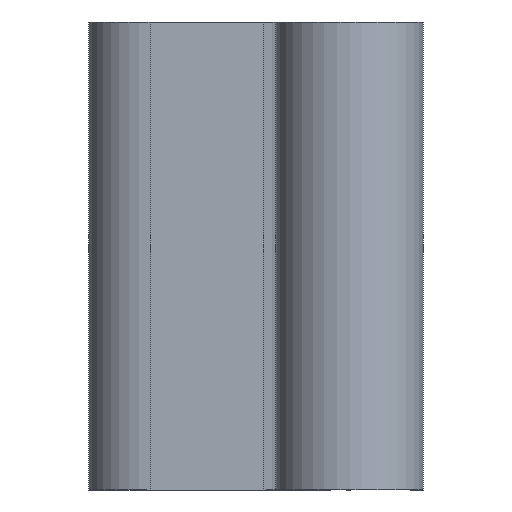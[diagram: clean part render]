
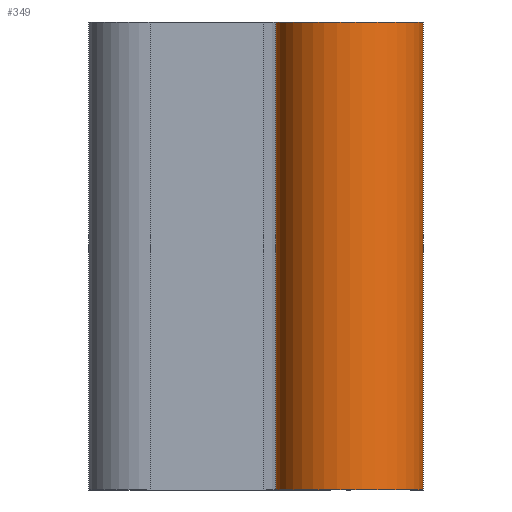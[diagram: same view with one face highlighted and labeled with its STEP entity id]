
A CAD part, left-side view. The second image highlights one B-rep face of the part: STEP entity #349.
In plain terms, the highlighted cylindrical face has radius 3 mm (diameter 6 mm), a partial arc.
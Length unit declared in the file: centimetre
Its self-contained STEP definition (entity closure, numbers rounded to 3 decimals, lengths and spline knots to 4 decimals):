
#13=FACE_OUTER_BOUND($,#119,.T.);
#31=CYLINDRICAL_SURFACE($,#377,0.3);
#48=LINE($,#541,#86);
#49=LINE($,#544,#87);
#86=VECTOR($,#430,1.9);
#87=VECTOR($,#433,1.9);
#119=EDGE_LOOP($,(#252,#253,#254,#255));
#140=CIRCLE($,#372,0.3);
#145=CIRCLE($,#378,0.3);
#152=VERTEX_POINT($,#507);
#153=VERTEX_POINT($,#508);
#168=VERTEX_POINT($,#540);
#169=VERTEX_POINT($,#542);
#186=EDGE_CURVE($,#152,#153,#140,.T.);
#202=EDGE_CURVE($,#153,#168,#48,.T.);
#203=EDGE_CURVE($,#168,#169,#145,.T.);
#204=EDGE_CURVE($,#169,#152,#49,.T.);
#252=ORIENTED_EDGE($,*,*,#186,.T.);
#253=ORIENTED_EDGE($,*,*,#202,.T.);
#254=ORIENTED_EDGE($,*,*,#203,.T.);
#255=ORIENTED_EDGE($,*,*,#204,.T.);
#349=ADVANCED_FACE($,(#13),#31,.T.);
#372=AXIS2_PLACEMENT_3D($,#509,#407,#408);
#377=AXIS2_PLACEMENT_3D($,#539,#428,#429);
#378=AXIS2_PLACEMENT_3D($,#543,#431,#432);
#407=DIRECTION('center_axis',(0.,0.,-1.));
#408=DIRECTION('ref_axis',(-0.707,0.707,0.));
#428=DIRECTION('center_axis',(0.,0.,1.));
#429=DIRECTION('ref_axis',(-0.707,-0.707,0.));
#430=DIRECTION($,(0.,0.,-1.));
#431=DIRECTION('center_axis',(0.,0.,1.));
#432=DIRECTION('ref_axis',(-0.707,0.707,0.));
#433=DIRECTION($,(0.,0.,1.));
#507=CARTESIAN_POINT('',(-6.2,4.45,1.9));
#508=CARTESIAN_POINT('',(-6.2,5.05,1.9));
#509=CARTESIAN_POINT('Origin',(-6.2,4.75,1.9));
#539=CARTESIAN_POINT('Origin',(-6.2,4.75,0.));
#540=CARTESIAN_POINT('',(-6.2,5.05,0.));
#541=CARTESIAN_POINT($,(-6.2,5.05,0.));
#542=CARTESIAN_POINT('',(-6.2,4.45,0.));
#543=CARTESIAN_POINT('Origin',(-6.2,4.75,0.));
#544=CARTESIAN_POINT($,(-6.2,4.45,0.));
